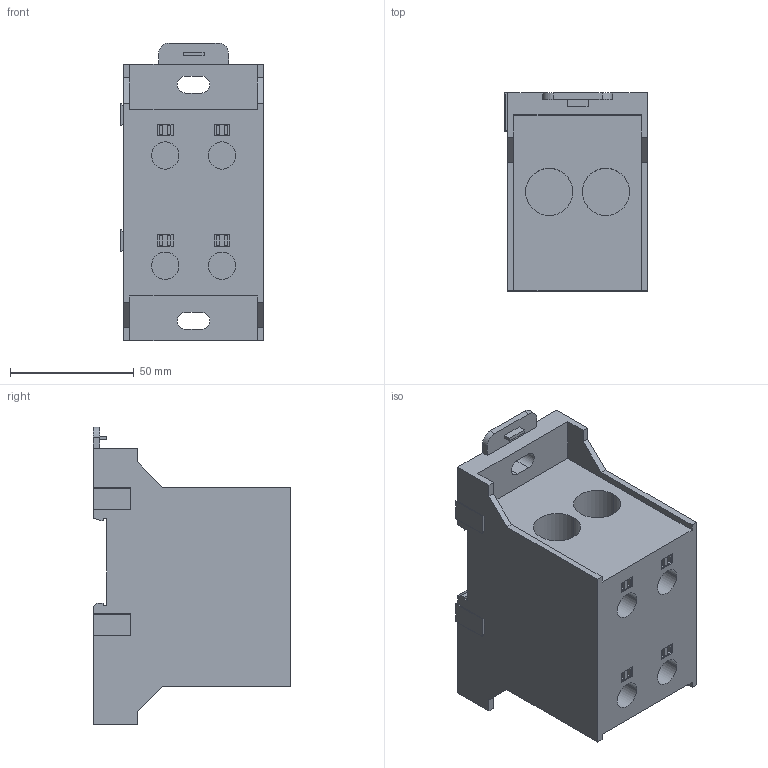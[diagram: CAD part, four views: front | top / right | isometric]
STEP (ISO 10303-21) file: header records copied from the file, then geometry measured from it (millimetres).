
FILE_DESCRIPTION(('starvars output'),'2;1');
FILE_NAME('NSYEBCD25622_3D.stp','09:17:22 2020/04/08',( 'Thomas Industrial Network Germany GmbH'),( 'Thomas Industrial Network Germany GmbH'),'unknown preprocess','ACIS' ,'unknown authorization');
FILE_SCHEMA(('AUTOMOTIVE_DESIGN_CC2 {UNKNOWN IMPLEMENTATION LEVEL}'));
Length unit declared in the file: millimetre
Products named in the file (1): PRODUCT_ID_1
Bounding box: 57.66 x 79.76 x 120.14 mm (x, y, z)
Volume: 304867.9 mm3; surface area: 48869.2 mm2
Topology: 1 solids, 1 shells, 163 faces, 420 edges, 280 vertices
Faces by surface type: plane 133, cylinder 30
Entity records: 6061 total; most frequent: ORIENTED_EDGE 840, CARTESIAN_POINT 810, DIRECTION 717, EDGE_CURVE 420, VECTOR 343, LINE 343, VERTEX_POINT 280, EDGE_LOOP 188
